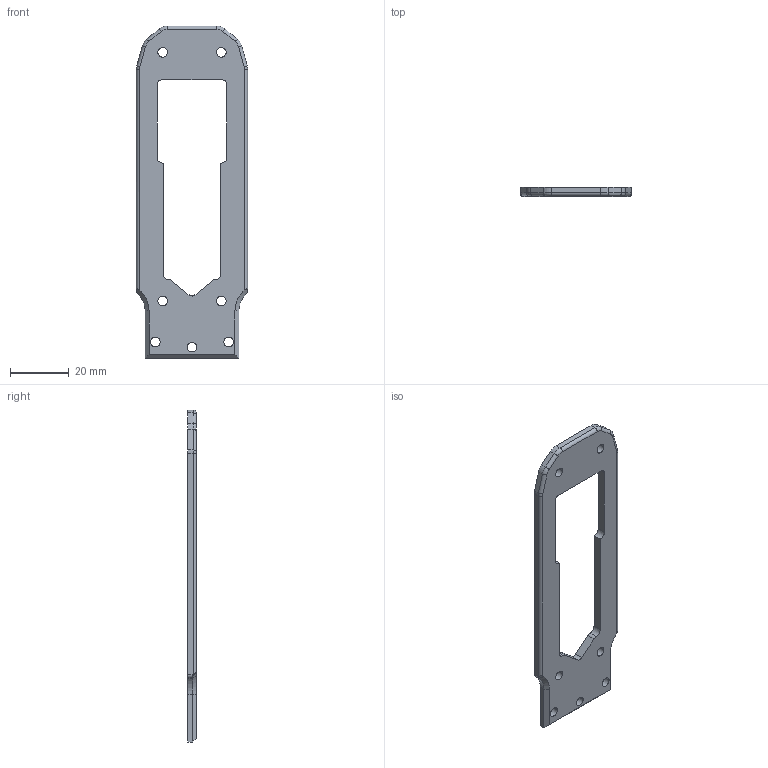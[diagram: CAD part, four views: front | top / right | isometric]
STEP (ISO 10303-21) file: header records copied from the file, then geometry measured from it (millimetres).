
FILE_DESCRIPTION((''),'2;1');
FILE_NAME('TOP_PLATE_BRACE','2026-01-14T14:29:07',('james'),(''),'CREO PARAMETRIC BY PTC INC, 2023294','CREO PARAMETRIC BY PTC INC, 2023294','');
FILE_SCHEMA(('CONFIG_CONTROL_DESIGN'));
Length unit declared in the file: millimetre
Products named in the file (1): TOP_PLATE_BRACE
Bounding box: 38.01 x 3 x 113.49 mm (x, y, z)
Volume: 7507.5 mm3; surface area: 6552.9 mm2
Topology: 1 solids, 1 shells, 76 faces, 202 edges, 128 vertices
Faces by surface type: cylinder 38, plane 26, torus 6, extrusion 2, bspline 2, cone 2
Entity records: 2593 total; most frequent: CARTESIAN_POINT 589, DIRECTION 420, ORIENTED_EDGE 404, EDGE_CURVE 202, AXIS2_PLACEMENT_3D 155, VERTEX_POINT 128, VECTOR 110, LINE 108
